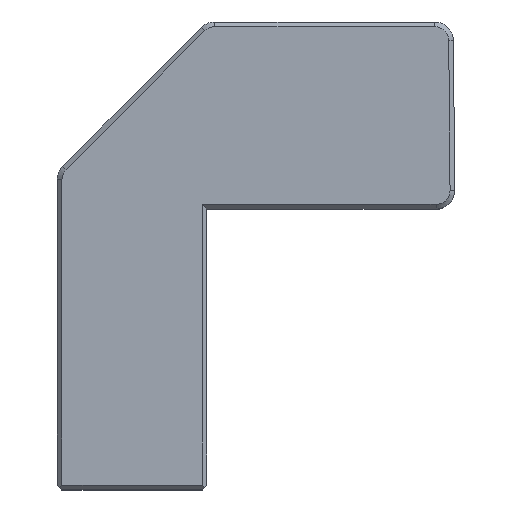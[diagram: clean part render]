
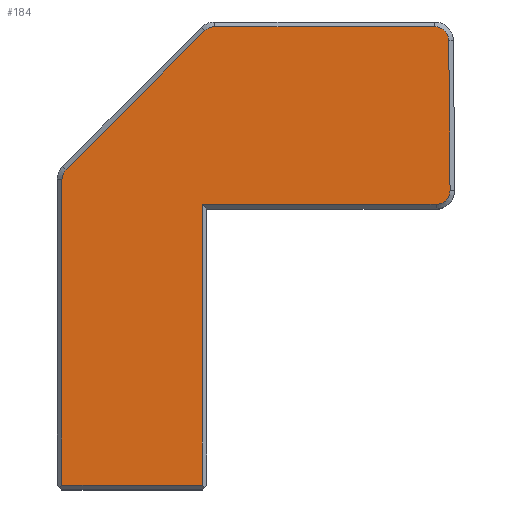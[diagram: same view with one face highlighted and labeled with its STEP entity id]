
A CAD part, top view. The second image highlights one B-rep face of the part: STEP entity #184.
In plain terms, the highlighted planar face has unit normal (0, 0, 1).
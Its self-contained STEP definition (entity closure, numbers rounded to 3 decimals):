
#184=ADVANCED_FACE('',(#392),#393,.T.);
#392=FACE_OUTER_BOUND('',#623,.T.);
#393=PLANE('',#624);
#623=EDGE_LOOP('',(#1104,#1105,#1106,#1107,#1108,#1109,#1110,#1111,#1112,#1113,#1114,#1115));
#624=AXIS2_PLACEMENT_3D('',#1116,#1117,#1118);
#1104=ORIENTED_EDGE('',*,*,#1408,.T.);
#1105=ORIENTED_EDGE('',*,*,#1541,.T.);
#1106=ORIENTED_EDGE('',*,*,#1550,.T.);
#1107=ORIENTED_EDGE('',*,*,#1563,.T.);
#1108=ORIENTED_EDGE('',*,*,#1524,.T.);
#1109=ORIENTED_EDGE('',*,*,#1564,.T.);
#1110=ORIENTED_EDGE('',*,*,#1372,.T.);
#1111=ORIENTED_EDGE('',*,*,#1486,.T.);
#1112=ORIENTED_EDGE('',*,*,#1543,.T.);
#1113=ORIENTED_EDGE('',*,*,#1396,.T.);
#1114=ORIENTED_EDGE('',*,*,#1463,.T.);
#1115=ORIENTED_EDGE('',*,*,#1565,.T.);
#1116=CARTESIAN_POINT('',(0.0,0.0,3.5));
#1117=DIRECTION('',(0.0,0.0,1.0));
#1118=DIRECTION('',(1.0,0.0,0.0));
#1372=EDGE_CURVE('',#1633,#1631,#1634,.T.);
#1396=EDGE_CURVE('',#1676,#1674,#1677,.T.);
#1408=EDGE_CURVE('',#1691,#1695,#1697,.T.);
#1463=EDGE_CURVE('',#1674,#1789,#1791,.T.);
#1486=EDGE_CURVE('',#1631,#1827,#1829,.T.);
#1524=EDGE_CURVE('',#1878,#1876,#1879,.T.);
#1541=EDGE_CURVE('',#1695,#1898,#1900,.T.);
#1543=EDGE_CURVE('',#1827,#1676,#1902,.T.);
#1550=EDGE_CURVE('',#1898,#1909,#1911,.T.);
#1563=EDGE_CURVE('',#1909,#1878,#1926,.T.);
#1564=EDGE_CURVE('',#1876,#1633,#1927,.T.);
#1565=EDGE_CURVE('',#1789,#1691,#1928,.T.);
#1631=VERTEX_POINT('',#2003);
#1633=VERTEX_POINT('',#2006);
#1634=CIRCLE('',#2007,0.75);
#1674=VERTEX_POINT('',#2056);
#1676=VERTEX_POINT('',#2059);
#1677=LINE('',#2060,#2061);
#1691=VERTEX_POINT('',#2078);
#1695=VERTEX_POINT('',#2084);
#1697=LINE('',#2087,#2088);
#1789=VERTEX_POINT('',#2206);
#1791=LINE('',#2209,#2210);
#1827=VERTEX_POINT('',#2253);
#1829=LINE('',#2256,#2257);
#1876=VERTEX_POINT('',#2317);
#1878=VERTEX_POINT('',#2320);
#1879=CIRCLE('',#2321,0.75);
#1898=VERTEX_POINT('',#2344);
#1900=CIRCLE('',#2347,0.75);
#1902=CIRCLE('',#2349,0.75);
#1909=VERTEX_POINT('',#2357);
#1911=CIRCLE('',#2360,0.75);
#1926=LINE('',#2379,#2380);
#1927=LINE('',#2381,#2382);
#1928=LINE('',#2383,#2384);
#2003=CARTESIAN_POINT('',(-2.741,12.03,3.5));
#2006=CARTESIAN_POINT('',(-2.211,12.25,3.5));
#2007=AXIS2_PLACEMENT_3D('',#2472,#2473,#2474);
#2056=CARTESIAN_POINT('',(-10.375,-12.25,3.5));
#2059=CARTESIAN_POINT('',(-10.375,4.086,3.5));
#2060=CARTESIAN_POINT('',(-10.375,0.0,3.5));
#2061=VECTOR('',#2512,1000.0);
#2078=CARTESIAN_POINT('',(-2.875,2.75,3.5));
#2084=CARTESIAN_POINT('',(9.616,2.75,3.5));
#2087=CARTESIAN_POINT('',(0.0,2.75,3.5));
#2088=VECTOR('',#2528,1000.0);
#2206=CARTESIAN_POINT('',(-2.875,-12.25,3.5));
#2209=CARTESIAN_POINT('',(0.0,-12.25,3.5));
#2210=VECTOR('',#2604,1000.0);
#2253=CARTESIAN_POINT('',(-10.155,4.616,3.5));
#2256=CARTESIAN_POINT('',(-7.386,7.386,3.5));
#2257=VECTOR('',#2643,1000.0);
#2317=CARTESIAN_POINT('',(9.546,12.25,3.5));
#2320=CARTESIAN_POINT('',(10.296,11.507,3.5));
#2321=AXIS2_PLACEMENT_3D('',#2694,#2695,#2696);
#2344=CARTESIAN_POINT('',(10.366,3.5,3.5));
#2347=AXIS2_PLACEMENT_3D('',#2723,#2724,#2725);
#2349=AXIS2_PLACEMENT_3D('',#2726,#2727,#2728);
#2357=CARTESIAN_POINT('',(10.366,3.507,3.5));
#2360=AXIS2_PLACEMENT_3D('',#2737,#2738,#2739);
#2379=CARTESIAN_POINT('',(10.396,0.091,3.5));
#2380=VECTOR('',#2756,1000.0);
#2381=CARTESIAN_POINT('',(0.0,12.25,3.5));
#2382=VECTOR('',#2757,1000.0);
#2383=CARTESIAN_POINT('',(-2.875,0.,3.5));
#2384=VECTOR('',#2758,1000.0);
#2472=CARTESIAN_POINT('',(-2.211,11.5,3.5));
#2473=DIRECTION('',(0.0,0.0,1.0));
#2474=DIRECTION('',(1.0,0.0,0.0));
#2512=DIRECTION('',(0.0,-1.0,0.0));
#2528=DIRECTION('',(1.0,0.0,0.0));
#2604=DIRECTION('',(1.0,0.0,0.0));
#2643=DIRECTION('',(-0.707,-0.707,0.0));
#2694=CARTESIAN_POINT('',(9.546,11.5,3.5));
#2695=DIRECTION('',(0.0,0.0,1.0));
#2696=DIRECTION('',(1.0,0.0,0.0));
#2723=CARTESIAN_POINT('',(9.616,3.5,3.5));
#2724=DIRECTION('',(0.0,0.0,1.0));
#2725=DIRECTION('',(1.0,0.0,0.0));
#2726=CARTESIAN_POINT('',(-9.625,4.086,3.5));
#2727=DIRECTION('',(0.0,0.0,1.0));
#2728=DIRECTION('',(1.0,0.0,0.0));
#2737=CARTESIAN_POINT('',(9.616,3.5,3.5));
#2738=DIRECTION('',(0.0,0.0,1.0));
#2739=DIRECTION('',(1.0,0.0,0.0));
#2756=DIRECTION('',(-0.009,1.,0.0));
#2757=DIRECTION('',(-1.0,0.0,0.0));
#2758=DIRECTION('',(0.,1.0,0.0));
